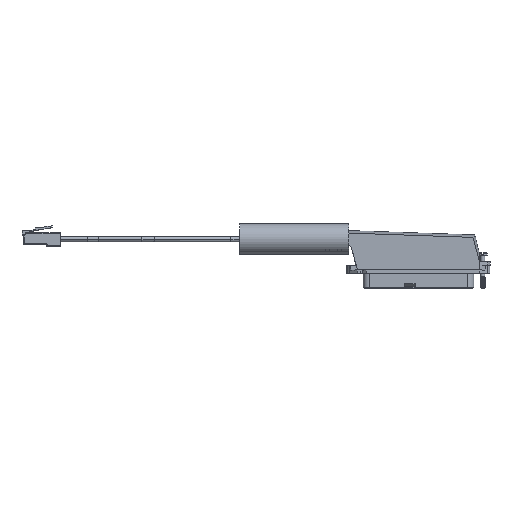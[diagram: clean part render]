
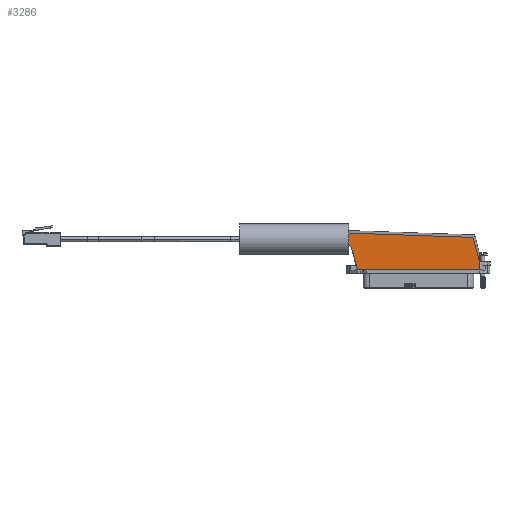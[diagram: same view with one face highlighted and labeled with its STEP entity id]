
A CAD part, top view. The second image highlights one B-rep face of the part: STEP entity #3286.
In plain terms, the highlighted face is planar.
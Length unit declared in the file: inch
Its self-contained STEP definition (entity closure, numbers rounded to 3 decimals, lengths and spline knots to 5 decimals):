
#3286 = ADVANCED_FACE ( 'NONE', ( #26338 ), #25220, .F. ) ;
#3870 = EDGE_LOOP ( 'NONE', ( #7541, #7542, #7543, #7544, #7545, #7546, #7547, #7548 ) ) ;
#6683 = VERTEX_POINT ( 'NONE', #9888 ) ;
#6685 = VERTEX_POINT ( 'NONE', #9890 ) ;
#6686 = VERTEX_POINT ( 'NONE', #9891 ) ;
#6687 = VERTEX_POINT ( 'NONE', #9892 ) ;
#6688 = VERTEX_POINT ( 'NONE', #9893 ) ;
#6689 = VERTEX_POINT ( 'NONE', #9894 ) ;
#6690 = VERTEX_POINT ( 'NONE', #9895 ) ;
#6692 = VERTEX_POINT ( 'NONE', #9897 ) ;
#7541 = ORIENTED_EDGE ( 'NONE', *, *, #33782, .T. ) ;
#7542 = ORIENTED_EDGE ( 'NONE', *, *, #33783, .T. ) ;
#7543 = ORIENTED_EDGE ( 'NONE', *, *, #33784, .T. ) ;
#7544 = ORIENTED_EDGE ( 'NONE', *, *, #33785, .T. ) ;
#7545 = ORIENTED_EDGE ( 'NONE', *, *, #33786, .F. ) ;
#7546 = ORIENTED_EDGE ( 'NONE', *, *, #33787, .T. ) ;
#7547 = ORIENTED_EDGE ( 'NONE', *, *, #33788, .F. ) ;
#7548 = ORIENTED_EDGE ( 'NONE', *, *, #33789, .T. ) ;
#9888 = CARTESIAN_POINT ( 'NONE',  ( 1.69715, -0.3, 0.09587 ) ) ;
#9890 = CARTESIAN_POINT ( 'NONE',  ( 1.69715, -0.3, 0.37795 ) ) ;
#9891 = CARTESIAN_POINT ( 'NONE',  ( -1.39764, -0.3, 0.94488 ) ) ;
#9892 = CARTESIAN_POINT ( 'NONE',  ( -1.24995, -0.3, 0.19685 ) ) ;
#9893 = CARTESIAN_POINT ( 'NONE',  ( 1.62628, -0.3, 0.37795 ) ) ;
#9894 = CARTESIAN_POINT ( 'NONE',  ( 1.52969, -0.3, 0.45207 ) ) ;
#9895 = CARTESIAN_POINT ( 'NONE',  ( 1.39764, -0.3, 0.94488 ) ) ;
#9897 = CARTESIAN_POINT ( 'NONE',  ( -1.39764, -0.3, 0.74803 ) ) ;
#12424 = B_SPLINE_CURVE_WITH_KNOTS ( 'NONE', 3,
 ( #21046, #21040, #21053, #21054 ),
 .UNSPECIFIED., .F., .F.,
 ( 4, 4 ),
 ( 0., 0.85495 ),
 .UNSPECIFIED. ) ;
#16153 = AXIS2_PLACEMENT_3D ( 'NONE', #21042, #21043, #21044 ) ;
#20051 = LINE ( 'NONE', #21024, #20058 ) ;
#20056 = LINE ( 'NONE', #21041, #20067 ) ;
#20057 = LINE ( 'NONE', #21015, #20060 ) ;
#20058 = VECTOR ( 'NONE', #21037, 39.37008 ) ;
#20059 = CIRCLE ( 'NONE', #16153, 0.1 ) ;
#20060 = VECTOR ( 'NONE', #21039, 39.37008 ) ;
#20061 = LINE ( 'NONE', #21038, #20063 ) ;
#20062 = LINE ( 'NONE', #21045, #20065 ) ;
#20063 = VECTOR ( 'NONE', #21014, 39.37008 ) ;
#20065 = VECTOR ( 'NONE', #21047, 39.37008 ) ;
#20066 = LINE ( 'NONE', #21049, #20069 ) ;
#20067 = VECTOR ( 'NONE', #21048, 39.37008 ) ;
#20069 = VECTOR ( 'NONE', #21050, 39.37008 ) ;
#21014 = DIRECTION ( 'NONE',  ( -0.259, 0., 0.966 ) ) ;
#21015 = CARTESIAN_POINT ( 'NONE',  ( 1.62628, -0.3, 0.37795 ) ) ;
#21024 = CARTESIAN_POINT ( 'NONE',  ( 1.69715, -0.3, 0.07874 ) ) ;
#21037 = DIRECTION ( 'NONE',  ( 0., 0., 1. ) ) ;
#21038 = CARTESIAN_POINT ( 'NONE',  ( 1.39764, -0.3, 0.94488 ) ) ;
#21039 = DIRECTION ( 'NONE',  ( -1., 0., 0. ) ) ;
#21040 = CARTESIAN_POINT ( 'NONE',  ( -0.26758, -0.3, 0.16319 ) ) ;
#21041 = CARTESIAN_POINT ( 'NONE',  ( -1.39764, -0.3, 0.94488 ) ) ;
#21042 = CARTESIAN_POINT ( 'NONE',  ( 1.62628, -0.3, 0.47795 ) ) ;
#21043 = DIRECTION ( 'NONE',  ( 0., 1., 0. ) ) ;
#21044 = DIRECTION ( 'NONE',  ( 0., 0., 1. ) ) ;
#21045 = CARTESIAN_POINT ( 'NONE',  ( -1.39764, -0.3, 0.94488 ) ) ;
#21046 = CARTESIAN_POINT ( 'NONE',  ( -1.24995, -0.3, 0.19685 ) ) ;
#21047 = DIRECTION ( 'NONE',  ( 1., 0., 0. ) ) ;
#21048 = DIRECTION ( 'NONE',  ( 0., 0., -1. ) ) ;
#21049 = CARTESIAN_POINT ( 'NONE',  ( -1.01458, -0.3, -0.68154 ) ) ;
#21050 = DIRECTION ( 'NONE',  ( -0.259, 0., 0.966 ) ) ;
#21053 = CARTESIAN_POINT ( 'NONE',  ( 0.71478, -0.3, 0.12953 ) ) ;
#21054 = CARTESIAN_POINT ( 'NONE',  ( 1.69715, -0.3, 0.09587 ) ) ;
#23283 = AXIS2_PLACEMENT_3D ( 'NONE', #25215, #25225, #25227 ) ;
#25215 = CARTESIAN_POINT ( 'NONE',  ( -1.39764, -0.3, 0.94488 ) ) ;
#25220 = PLANE ( 'NONE',  #23283 ) ;
#25225 = DIRECTION ( 'NONE',  ( 0., 1., 0. ) ) ;
#25227 = DIRECTION ( 'NONE',  ( 0., 0., 1. ) ) ;
#26338 = FACE_OUTER_BOUND ( 'NONE', #3870, .T. ) ;
#33782 = EDGE_CURVE ( 'NONE', #6683, #6685, #20051, .T. ) ;
#33783 = EDGE_CURVE ( 'NONE', #6685, #6688, #20057, .T. ) ;
#33784 = EDGE_CURVE ( 'NONE', #6688, #6689, #20059, .T. ) ;
#33785 = EDGE_CURVE ( 'NONE', #6689, #6690, #20061, .T. ) ;
#33786 = EDGE_CURVE ( 'NONE', #6686, #6690, #20062, .T. ) ;
#33787 = EDGE_CURVE ( 'NONE', #6686, #6692, #20056, .T. ) ;
#33788 = EDGE_CURVE ( 'NONE', #6687, #6692, #20066, .T. ) ;
#33789 = EDGE_CURVE ( 'NONE', #6687, #6683, #12424, .T. ) ;
